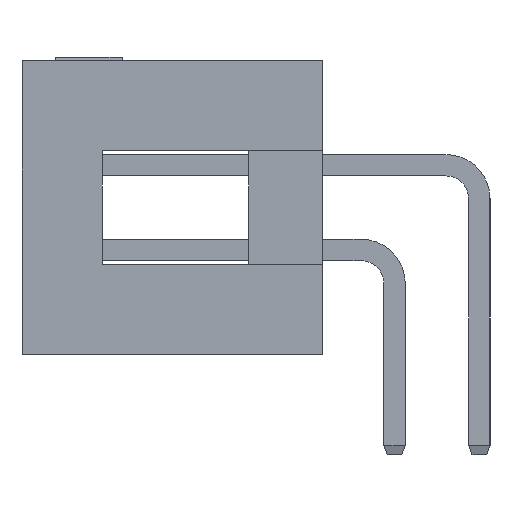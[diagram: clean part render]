
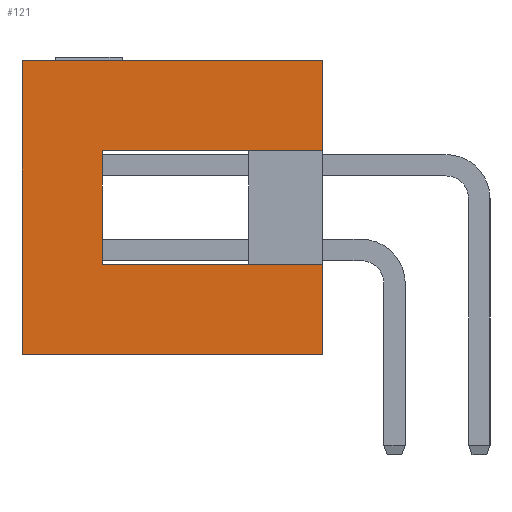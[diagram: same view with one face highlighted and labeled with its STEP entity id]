
A CAD part, left-side view. The second image highlights one B-rep face of the part: STEP entity #121.
In plain terms, the highlighted planar face has unit normal (-1, 0, 0).
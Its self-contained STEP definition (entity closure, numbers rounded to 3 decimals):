
#121=ADVANCED_FACE('',(#7165),#7167,.T.);
#7165=FACE_BOUND('',#7166,.T.);
#7166=EDGE_LOOP('',(#12786,#12787,#12788,#12789,#12790,#12791,#12792,#12793));
#7167=PLANE('',#7168);
#7168=AXIS2_PLACEMENT_3D('',#7169,#7170,#7171);
#7169=CARTESIAN_POINT('',(-5.17,0.,0.));
#7170=DIRECTION('',(-1.,0.,0.));
#7171=DIRECTION('',(0.,0.,1.));
#12786=ORIENTED_EDGE('',*,*,#16516,.T.);
#12787=ORIENTED_EDGE('',*,*,#16517,.T.);
#12788=ORIENTED_EDGE('',*,*,#16485,.T.);
#12789=ORIENTED_EDGE('',*,*,#16515,.T.);
#12790=ORIENTED_EDGE('',*,*,#16518,.T.);
#12791=ORIENTED_EDGE('',*,*,#16519,.T.);
#12792=ORIENTED_EDGE('',*,*,#16520,.T.);
#12793=ORIENTED_EDGE('',*,*,#16521,.T.);
#16485=EDGE_CURVE('',#18360,#18358,#18361,.T.);
#16515=EDGE_CURVE('',#18358,#18411,#18413,.T.);
#16516=EDGE_CURVE('',#18414,#18415,#18416,.F.);
#16517=EDGE_CURVE('',#18415,#18360,#18417,.T.);
#16518=EDGE_CURVE('',#18411,#18418,#18419,.T.);
#16519=EDGE_CURVE('',#18418,#18420,#18421,.T.);
#16520=EDGE_CURVE('',#18420,#18422,#18423,.F.);
#16521=EDGE_CURVE('',#18422,#18414,#18424,.F.);
#18358=VERTEX_POINT('',#21387);
#18360=VERTEX_POINT('',#21391);
#18361=LINE('',#21392,#21393);
#18411=VERTEX_POINT('',#21500);
#18413=LINE('',#21504,#21505);
#18414=VERTEX_POINT('',#21507);
#18415=VERTEX_POINT('',#21508);
#18416=LINE('',#21509,#21510);
#18417=LINE('',#21512,#21513);
#18418=VERTEX_POINT('',#21515);
#18419=LINE('',#21516,#21517);
#18420=VERTEX_POINT('',#21519);
#18421=LINE('',#21520,#21521);
#18422=VERTEX_POINT('',#21523);
#18423=LINE('',#21524,#21525);
#18424=LINE('',#21527,#21528);
#21387=CARTESIAN_POINT('',(-5.17,13.7,8.8));
#21391=CARTESIAN_POINT('',(-5.17,4.7,8.8));
#21392=CARTESIAN_POINT('',(-5.17,4.7,8.8));
#21393=VECTOR('',#21394,1.);
#21394=DIRECTION('',(0.,1.,0.));
#21500=CARTESIAN_POINT('',(-5.17,13.7,0.));
#21504=CARTESIAN_POINT('',(-5.17,13.7,8.8));
#21505=VECTOR('',#21506,1.);
#21506=DIRECTION('',(0.,0.,-1.));
#21507=CARTESIAN_POINT('',(-5.17,11.3,6.1));
#21508=CARTESIAN_POINT('',(-5.17,4.7,6.1));
#21509=CARTESIAN_POINT('',(-5.17,4.7,6.1));
#21510=VECTOR('',#21511,1.);
#21511=DIRECTION('',(0.,1.,0.));
#21512=CARTESIAN_POINT('',(-5.17,4.7,6.1));
#21513=VECTOR('',#21514,1.);
#21514=DIRECTION('',(0.,0.,1.));
#21515=CARTESIAN_POINT('',(-5.17,4.7,0.));
#21516=CARTESIAN_POINT('',(-5.17,13.7,0.));
#21517=VECTOR('',#21518,1.);
#21518=DIRECTION('',(0.,-1.,0.));
#21519=CARTESIAN_POINT('',(-5.17,4.7,2.7));
#21520=CARTESIAN_POINT('',(-5.17,4.7,0.));
#21521=VECTOR('',#21522,1.);
#21522=DIRECTION('',(0.,0.,1.));
#21523=CARTESIAN_POINT('',(-5.17,11.3,2.7));
#21524=CARTESIAN_POINT('',(-5.17,11.3,2.7));
#21525=VECTOR('',#21526,1.);
#21526=DIRECTION('',(0.,-1.,0.));
#21527=CARTESIAN_POINT('',(-5.17,11.3,6.1));
#21528=VECTOR('',#21529,1.);
#21529=DIRECTION('',(0.,0.,-1.));
